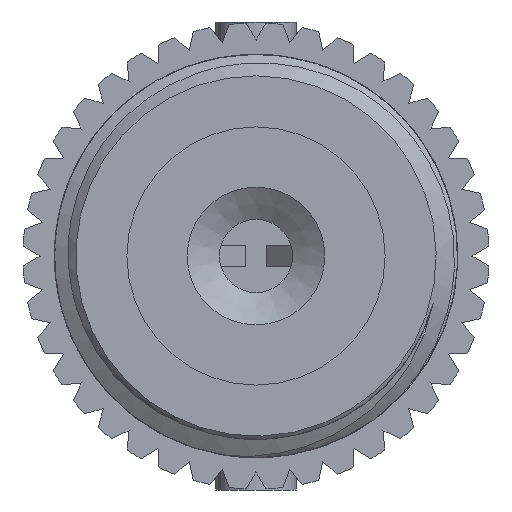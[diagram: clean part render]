
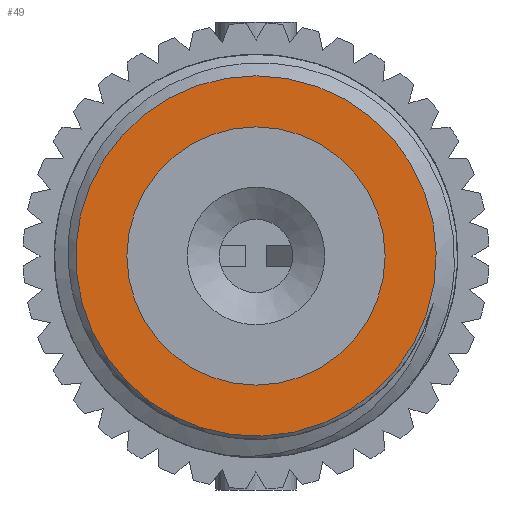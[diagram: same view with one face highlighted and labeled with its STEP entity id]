
A CAD part, left-side view. The second image highlights one B-rep face of the part: STEP entity #49.
In plain terms, the highlighted planar face has unit normal (-1, 0, 0).
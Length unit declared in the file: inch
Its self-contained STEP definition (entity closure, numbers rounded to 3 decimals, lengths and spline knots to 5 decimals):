
#49 = ADVANCED_FACE ( 'NONE', ( #6756, #3070 ), #7581, .T. ) ;
#1427 = EDGE_LOOP ( 'NONE', ( #9555 ) ) ;
#1611 = DIRECTION ( 'NONE',  ( 0., 0., 1. ) ) ;
#1746 = DIRECTION ( 'NONE',  ( 1., 0., 0. ) ) ;
#2420 = CARTESIAN_POINT ( 'NONE',  ( 1.02881, 0., 0. ) ) ;
#2482 = AXIS2_PLACEMENT_3D ( 'NONE', #2420, #1746, #9034 ) ;
#3070 = FACE_OUTER_BOUND ( 'NONE', #1427, .T. ) ;
#3084 = ORIENTED_EDGE ( 'NONE', *, *, #4822, .T. ) ;
#4822 = EDGE_CURVE ( 'NONE', #6524, #6524, #5125, .T. ) ;
#5125 = CIRCLE ( 'NONE', #2482, 0.12 ) ;
#5724 = CIRCLE ( 'NONE', #6962, 0.1675 ) ;
#6037 = CARTESIAN_POINT ( 'NONE',  ( 1.02881, 0., 0. ) ) ;
#6474 = CARTESIAN_POINT ( 'NONE',  ( 1.02881, 0., 0.1675 ) ) ;
#6504 = CARTESIAN_POINT ( 'NONE',  ( 1.02881, 0., 0. ) ) ;
#6524 = VERTEX_POINT ( 'NONE', #7145 ) ;
#6756 = FACE_BOUND ( 'NONE', #6829, .T. ) ;
#6829 = EDGE_LOOP ( 'NONE', ( #3084 ) ) ;
#6962 = AXIS2_PLACEMENT_3D ( 'NONE', #6504, #8527, #9468 ) ;
#7145 = CARTESIAN_POINT ( 'NONE',  ( 1.02881, 0., 0.12 ) ) ;
#7547 = AXIS2_PLACEMENT_3D ( 'NONE', #6037, #8259, #1611 ) ;
#7581 = PLANE ( 'NONE',  #7547 ) ;
#7593 = EDGE_CURVE ( 'NONE', #9437, #9437, #5724, .T. ) ;
#8259 = DIRECTION ( 'NONE',  ( -1., 0., 0. ) ) ;
#8527 = DIRECTION ( 'NONE',  ( -1., 0., 0. ) ) ;
#9034 = DIRECTION ( 'NONE',  ( 0., 0., 1. ) ) ;
#9437 = VERTEX_POINT ( 'NONE', #6474 ) ;
#9468 = DIRECTION ( 'NONE',  ( 0., 0., 1. ) ) ;
#9555 = ORIENTED_EDGE ( 'NONE', *, *, #7593, .T. ) ;
